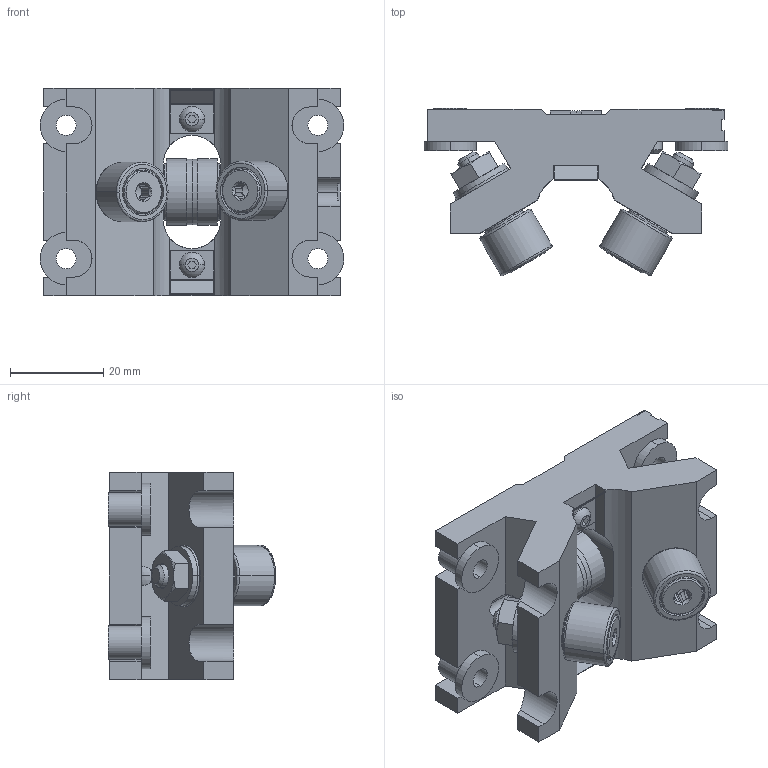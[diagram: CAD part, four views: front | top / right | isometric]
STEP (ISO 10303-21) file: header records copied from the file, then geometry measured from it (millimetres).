
FILE_DESCRIPTION (( 'STEP AP214' ), '1' );
FILE_NAME ('RollerBearing_1EE1CA40AF.step', '2020-12-10T14:16:55', ( '' ), ( '' ), 'SwSTEP 2.0', 'SolidWorks 2019', '' );
FILE_SCHEMA (( 'AUTOMOTIVE_DESIGN' ));
Length unit declared in the file: inch
Products named in the file (3): f2c9t2AIkl_CADModel_0; RollerBearing_1EE1CA40AF
Assembly tree (1 placements, depth 2):
  RollerBearing_1EE1CA40AF
    f2c9t2AIkl_CADModel_0
  f2c9t2AIkl_CADModel_0
Bounding box: 65.15 x 35.87 x 44.45 mm (x, y, z)
Volume: 42650.9 mm3; surface area: 20744.4 mm2
Topology: 19 solids, 19 shells, 456 faces, 1106 edges, 707 vertices
Faces by surface type: plane 221, cylinder 143, cone 72, sphere 8, bspline 8, torus 4
Entity records: 20173 total; most frequent: CARTESIAN_POINT 3054, DIRECTION 2340, ORIENTED_EDGE 2196, EDGE_CURVE 1098, AXIS2_PLACEMENT_3D 867, VERTEX_POINT 707, LINE 606, VECTOR 606
